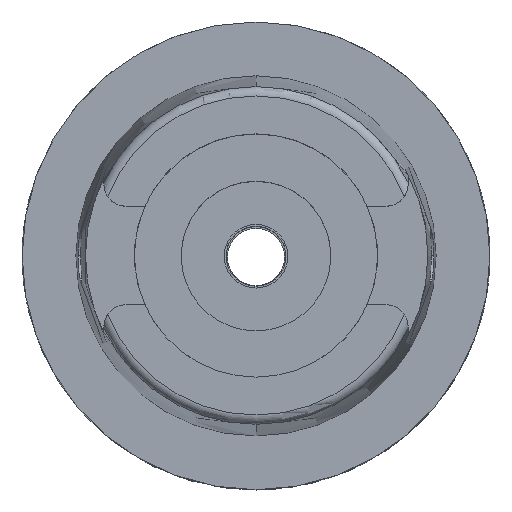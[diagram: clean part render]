
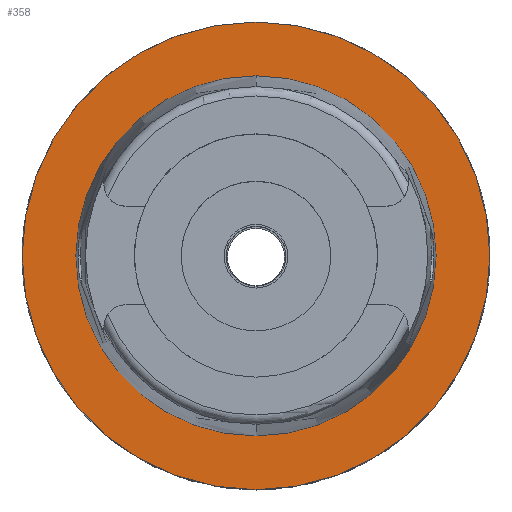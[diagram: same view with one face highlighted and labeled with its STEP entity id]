
A CAD part, top view. The second image highlights one B-rep face of the part: STEP entity #358.
In plain terms, the highlighted planar face has unit normal (0, 0, 1).
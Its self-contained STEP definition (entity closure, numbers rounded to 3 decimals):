
#150 = CARTESIAN_POINT ( 'NONE',  ( 0., 0., 0. ) ) ;
#174 = CARTESIAN_POINT ( 'NONE',  ( 0., -25., 0. ) ) ;
#358 = ADVANCED_FACE ( 'NONE', ( #2138, #1382 ), #614, .T. ) ;
#485 = EDGE_CURVE ( 'NONE', #915, #4513, #1047, .T. ) ;
#544 = DIRECTION ( 'NONE',  ( 0., -1., 0. ) ) ;
#614 = PLANE ( 'NONE',  #4756 ) ;
#719 = ORIENTED_EDGE ( 'NONE', *, *, #485, .F. ) ;
#882 = EDGE_CURVE ( 'NONE', #3479, #2310, #1127, .T. ) ;
#915 = VERTEX_POINT ( 'NONE', #174 ) ;
#983 = DIRECTION ( 'NONE',  ( 0., 0., 1. ) ) ;
#1047 = CIRCLE ( 'NONE', #2468, 25. ) ;
#1127 = CIRCLE ( 'NONE', #3894, 19.25 ) ;
#1128 = CARTESIAN_POINT ( 'NONE',  ( 0., 0., 0. ) ) ;
#1256 = CARTESIAN_POINT ( 'NONE',  ( 0., 19.25, 0. ) ) ;
#1301 = EDGE_CURVE ( 'NONE', #4513, #915, #3897, .T. ) ;
#1306 = CIRCLE ( 'NONE', #4246, 19.25 ) ;
#1382 = FACE_BOUND ( 'NONE', #3716, .T. ) ;
#1773 = CARTESIAN_POINT ( 'NONE',  ( 0., 25., 0. ) ) ;
#1842 = AXIS2_PLACEMENT_3D ( 'NONE', #4106, #3461, #4211 ) ;
#1924 = ORIENTED_EDGE ( 'NONE', *, *, #2272, .F. ) ;
#2117 = DIRECTION ( 'NONE',  ( 1., 0., 0. ) ) ;
#2138 = FACE_OUTER_BOUND ( 'NONE', #4812, .T. ) ;
#2272 = EDGE_CURVE ( 'NONE', #2310, #3479, #1306, .T. ) ;
#2298 = DIRECTION ( 'NONE',  ( 0., 0., -1. ) ) ;
#2310 = VERTEX_POINT ( 'NONE', #3635 ) ;
#2340 = DIRECTION ( 'NONE',  ( 0., 1., 0. ) ) ;
#2468 = AXIS2_PLACEMENT_3D ( 'NONE', #1128, #2298, #3804 ) ;
#2696 = CARTESIAN_POINT ( 'NONE',  ( 0., 0., 0. ) ) ;
#3029 = ORIENTED_EDGE ( 'NONE', *, *, #882, .F. ) ;
#3461 = DIRECTION ( 'NONE',  ( 0., 0., -1. ) ) ;
#3479 = VERTEX_POINT ( 'NONE', #1256 ) ;
#3635 = CARTESIAN_POINT ( 'NONE',  ( 0., -19.25, 0. ) ) ;
#3716 = EDGE_LOOP ( 'NONE', ( #3029, #1924 ) ) ;
#3804 = DIRECTION ( 'NONE',  ( 0., -1., 0. ) ) ;
#3894 = AXIS2_PLACEMENT_3D ( 'NONE', #2696, #4217, #2340 ) ;
#3897 = CIRCLE ( 'NONE', #1842, 25. ) ;
#3931 = DIRECTION ( 'NONE',  ( 0., 0., 1. ) ) ;
#3983 = ORIENTED_EDGE ( 'NONE', *, *, #1301, .F. ) ;
#4106 = CARTESIAN_POINT ( 'NONE',  ( 0., 0., 0. ) ) ;
#4211 = DIRECTION ( 'NONE',  ( 0., 1., 0. ) ) ;
#4217 = DIRECTION ( 'NONE',  ( 0., 0., 1. ) ) ;
#4246 = AXIS2_PLACEMENT_3D ( 'NONE', #150, #3931, #544 ) ;
#4421 = CARTESIAN_POINT ( 'NONE',  ( 0., 0., 0. ) ) ;
#4513 = VERTEX_POINT ( 'NONE', #1773 ) ;
#4756 = AXIS2_PLACEMENT_3D ( 'NONE', #4421, #983, #2117 ) ;
#4812 = EDGE_LOOP ( 'NONE', ( #3983, #719 ) ) ;
